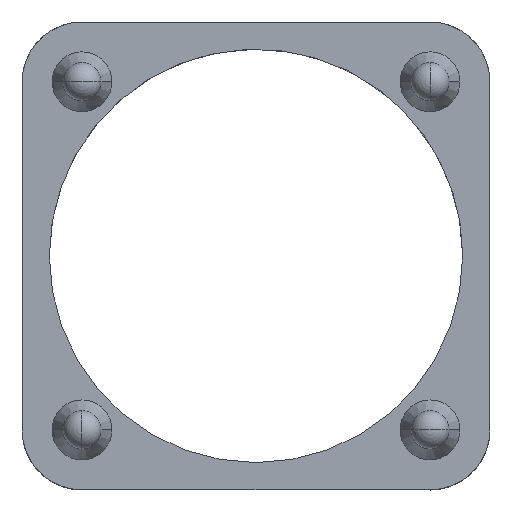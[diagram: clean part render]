
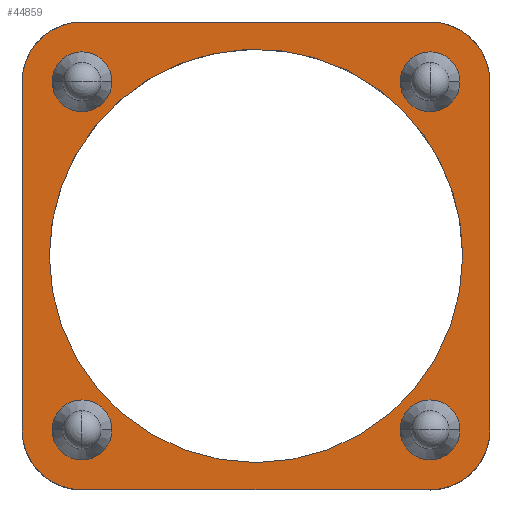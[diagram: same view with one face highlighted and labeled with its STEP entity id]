
A CAD part, top view. The second image highlights one B-rep face of the part: STEP entity #44859.
In plain terms, the highlighted planar face has unit normal (0, 0, 1).
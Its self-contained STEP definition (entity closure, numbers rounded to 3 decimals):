
#143=CARTESIAN_POINT('',(19.0,0.,5.25));
#144=VERTEX_POINT('',#143);
#160=CARTESIAN_POINT('',(-19.0,0.,5.25));
#161=VERTEX_POINT('',#160);
#168=CARTESIAN_POINT('',(0.,0.,5.25));
#169=DIRECTION('',(0.0,0.0,-1.0));
#170=DIRECTION('',(1.0,0.0,0.0));
#171=AXIS2_PLACEMENT_3D('',#168,#169,#170);
#172=CIRCLE('',#171,19.0);
#173=EDGE_CURVE('',#144,#161,#172,.T.);
#183=CARTESIAN_POINT('',(-14.,-16.,5.25));
#184=VERTEX_POINT('',#183);
#193=CARTESIAN_POINT('',(-18.,-16.,5.25));
#194=VERTEX_POINT('',#193);
#195=CARTESIAN_POINT('',(-16.,-16.,5.25));
#196=DIRECTION('',(0.0,0.0,-1.0));
#197=DIRECTION('',(1.0,0.0,0.0));
#198=AXIS2_PLACEMENT_3D('',#195,#196,#197);
#199=CIRCLE('',#198,2.0);
#200=EDGE_CURVE('',#194,#184,#199,.T.);
#225=CARTESIAN_POINT('',(18.,16.,5.25));
#226=VERTEX_POINT('',#225);
#235=CARTESIAN_POINT('',(14.,16.,5.25));
#236=VERTEX_POINT('',#235);
#237=CARTESIAN_POINT('',(16.,16.,5.25));
#238=DIRECTION('',(0.0,0.0,-1.0));
#239=DIRECTION('',(1.0,0.0,0.0));
#240=AXIS2_PLACEMENT_3D('',#237,#238,#239);
#241=CIRCLE('',#240,2.0);
#242=EDGE_CURVE('',#236,#226,#241,.T.);
#267=CARTESIAN_POINT('',(-14.,16.,5.25));
#268=VERTEX_POINT('',#267);
#277=CARTESIAN_POINT('',(-18.0,16.,5.25));
#278=VERTEX_POINT('',#277);
#279=CARTESIAN_POINT('',(-16.,16.,5.25));
#280=DIRECTION('',(0.0,0.0,-1.0));
#281=DIRECTION('',(1.0,0.0,0.0));
#282=AXIS2_PLACEMENT_3D('',#279,#280,#281);
#283=CIRCLE('',#282,2.0);
#284=EDGE_CURVE('',#278,#268,#283,.T.);
#309=CARTESIAN_POINT('',(18.,-16.,5.25));
#310=VERTEX_POINT('',#309);
#319=CARTESIAN_POINT('',(14.,-16.,5.25));
#320=VERTEX_POINT('',#319);
#321=CARTESIAN_POINT('',(16.,-16.,5.25));
#322=DIRECTION('',(0.0,0.0,-1.0));
#323=DIRECTION('',(1.0,0.0,0.0));
#324=AXIS2_PLACEMENT_3D('',#321,#322,#323);
#325=CIRCLE('',#324,2.0);
#326=EDGE_CURVE('',#320,#310,#325,.T.);
#44114=CARTESIAN_POINT('',(16.,-16.,5.25));
#44115=DIRECTION('',(0.0,0.0,-1.0));
#44116=DIRECTION('',(1.0,0.0,0.0));
#44117=AXIS2_PLACEMENT_3D('',#44114,#44115,#44116);
#44118=CIRCLE('',#44117,2.0);
#44119=EDGE_CURVE('',#310,#320,#44118,.T.);
#44132=CARTESIAN_POINT('',(-16.,16.,5.25));
#44133=DIRECTION('',(0.0,0.0,-1.0));
#44134=DIRECTION('',(1.0,0.0,0.0));
#44135=AXIS2_PLACEMENT_3D('',#44132,#44133,#44134);
#44136=CIRCLE('',#44135,2.0);
#44137=EDGE_CURVE('',#268,#278,#44136,.T.);
#44150=CARTESIAN_POINT('',(16.,16.,5.25));
#44151=DIRECTION('',(0.0,0.0,-1.0));
#44152=DIRECTION('',(1.0,0.0,0.0));
#44153=AXIS2_PLACEMENT_3D('',#44150,#44151,#44152);
#44154=CIRCLE('',#44153,2.0);
#44155=EDGE_CURVE('',#226,#236,#44154,.T.);
#44168=CARTESIAN_POINT('',(-16.,-16.,5.25));
#44169=DIRECTION('',(0.0,0.0,-1.0));
#44170=DIRECTION('',(1.0,0.0,0.0));
#44171=AXIS2_PLACEMENT_3D('',#44168,#44169,#44170);
#44172=CIRCLE('',#44171,2.0);
#44173=EDGE_CURVE('',#184,#194,#44172,.T.);
#44442=CARTESIAN_POINT('',(-21.5,-16.,5.25));
#44443=VERTEX_POINT('',#44442);
#44450=CARTESIAN_POINT('',(-21.5,16.,5.25));
#44451=VERTEX_POINT('',#44450);
#44452=CARTESIAN_POINT('',(-21.5,-16.,5.25));
#44453=DIRECTION('',(0.0,1.0,0.0));
#44454=VECTOR('',#44453,32.);
#44455=LINE('',#44452,#44454);
#44456=EDGE_CURVE('',#44443,#44451,#44455,.T.);
#44557=CARTESIAN_POINT('',(-16.0,21.5,5.25));
#44558=VERTEX_POINT('',#44557);
#44565=CARTESIAN_POINT('',(16.,21.5,5.25));
#44566=VERTEX_POINT('',#44565);
#44567=CARTESIAN_POINT('',(-16.0,21.5,5.25));
#44568=DIRECTION('',(1.0,0.0,0.0));
#44569=VECTOR('',#44568,32.0);
#44570=LINE('',#44567,#44569);
#44571=EDGE_CURVE('',#44558,#44566,#44570,.T.);
#44588=CARTESIAN_POINT('',(13.556,13.313,5.25));
#44589=VERTEX_POINT('',#44588);
#44590=CARTESIAN_POINT('',(0.,0.,5.25));
#44591=DIRECTION('',(0.0,0.0,-1.0));
#44592=DIRECTION('',(1.0,0.0,0.0));
#44593=AXIS2_PLACEMENT_3D('',#44590,#44591,#44592);
#44594=CIRCLE('',#44593,19.0);
#44595=EDGE_CURVE('',#44589,#144,#44594,.T.);
#44597=CARTESIAN_POINT('',(0.,0.,5.25));
#44598=DIRECTION('',(0.0,0.0,-1.0));
#44599=DIRECTION('',(1.0,0.0,0.0));
#44600=AXIS2_PLACEMENT_3D('',#44597,#44598,#44599);
#44601=CIRCLE('',#44600,19.0);
#44602=EDGE_CURVE('',#161,#44589,#44601,.T.);
#44690=CARTESIAN_POINT('',(-16.0,-21.5,5.25));
#44691=VERTEX_POINT('',#44690);
#44698=CARTESIAN_POINT('',(-16.0,-16.,5.25));
#44699=DIRECTION('',(0.0,0.0,-1.0));
#44700=DIRECTION('',(1.0,0.0,0.0));
#44701=AXIS2_PLACEMENT_3D('',#44698,#44699,#44700);
#44702=CIRCLE('',#44701,5.5);
#44703=EDGE_CURVE('',#44691,#44443,#44702,.T.);
#44716=CARTESIAN_POINT('',(-16.0,16.,5.25));
#44717=DIRECTION('',(0.0,0.0,-1.0));
#44718=DIRECTION('',(1.0,0.0,0.0));
#44719=AXIS2_PLACEMENT_3D('',#44716,#44717,#44718);
#44720=CIRCLE('',#44719,5.5);
#44721=EDGE_CURVE('',#44451,#44558,#44720,.T.);
#44734=CARTESIAN_POINT('',(21.5,16.,5.25));
#44735=VERTEX_POINT('',#44734);
#44736=CARTESIAN_POINT('',(16.,16.,5.25));
#44737=DIRECTION('',(0.0,0.0,-1.0));
#44738=DIRECTION('',(1.0,0.0,0.0));
#44739=AXIS2_PLACEMENT_3D('',#44736,#44737,#44738);
#44740=CIRCLE('',#44739,5.5);
#44741=EDGE_CURVE('',#44566,#44735,#44740,.T.);
#44759=CARTESIAN_POINT('',(21.5,-16.,5.25));
#44760=VERTEX_POINT('',#44759);
#44761=CARTESIAN_POINT('',(21.5,16.,5.25));
#44762=DIRECTION('',(0.0,-1.0,0.0));
#44763=VECTOR('',#44762,32.);
#44764=LINE('',#44761,#44763);
#44765=EDGE_CURVE('',#44735,#44760,#44764,.T.);
#44785=CARTESIAN_POINT('',(16.0,-21.5,5.25));
#44786=VERTEX_POINT('',#44785);
#44787=CARTESIAN_POINT('',(16.0,-16.,5.25));
#44788=DIRECTION('',(0.0,0.0,-1.0));
#44789=DIRECTION('',(1.0,0.0,0.0));
#44790=AXIS2_PLACEMENT_3D('',#44787,#44788,#44789);
#44791=CIRCLE('',#44790,5.5);
#44792=EDGE_CURVE('',#44760,#44786,#44791,.T.);
#44810=CARTESIAN_POINT('',(16.0,-21.5,5.25));
#44811=DIRECTION('',(-1.0,0.0,0.0));
#44812=VECTOR('',#44811,32.0);
#44813=LINE('',#44810,#44812);
#44814=EDGE_CURVE('',#44786,#44691,#44813,.T.);
#44823=CARTESIAN_POINT('',(0.,0.,5.25));
#44824=DIRECTION('',(0.0,0.0,1.0));
#44825=DIRECTION('',(1.0,0.0,0.0));
#44826=AXIS2_PLACEMENT_3D('',#44823,#44824,#44825);
#44827=PLANE('',#44826);
#44828=ORIENTED_EDGE('',*,*,#44703,.F.);
#44829=ORIENTED_EDGE('',*,*,#44814,.F.);
#44830=ORIENTED_EDGE('',*,*,#44792,.F.);
#44831=ORIENTED_EDGE('',*,*,#44765,.F.);
#44832=ORIENTED_EDGE('',*,*,#44741,.F.);
#44833=ORIENTED_EDGE('',*,*,#44571,.F.);
#44834=ORIENTED_EDGE('',*,*,#44721,.F.);
#44835=ORIENTED_EDGE('',*,*,#44456,.F.);
#44836=EDGE_LOOP('',(#44828,#44829,#44830,#44831,#44832,#44833,#44834,#44835));
#44837=FACE_OUTER_BOUND('',#44836,.T.);
#44838=ORIENTED_EDGE('',*,*,#44119,.T.);
#44839=ORIENTED_EDGE('',*,*,#326,.T.);
#44840=EDGE_LOOP('',(#44838,#44839));
#44841=FACE_BOUND('',#44840,.T.);
#44842=ORIENTED_EDGE('',*,*,#44137,.T.);
#44843=ORIENTED_EDGE('',*,*,#284,.T.);
#44844=EDGE_LOOP('',(#44842,#44843));
#44845=FACE_BOUND('',#44844,.T.);
#44846=ORIENTED_EDGE('',*,*,#44155,.T.);
#44847=ORIENTED_EDGE('',*,*,#242,.T.);
#44848=EDGE_LOOP('',(#44846,#44847));
#44849=FACE_BOUND('',#44848,.T.);
#44850=ORIENTED_EDGE('',*,*,#44173,.T.);
#44851=ORIENTED_EDGE('',*,*,#200,.T.);
#44852=EDGE_LOOP('',(#44850,#44851));
#44853=FACE_BOUND('',#44852,.T.);
#44854=ORIENTED_EDGE('',*,*,#44595,.T.);
#44855=ORIENTED_EDGE('',*,*,#173,.T.);
#44856=ORIENTED_EDGE('',*,*,#44602,.T.);
#44857=EDGE_LOOP('',(#44854,#44855,#44856));
#44858=FACE_BOUND('',#44857,.T.);
#44859=ADVANCED_FACE('',(#44837,#44841,#44845,#44849,#44853,#44858),#44827,.T.);
